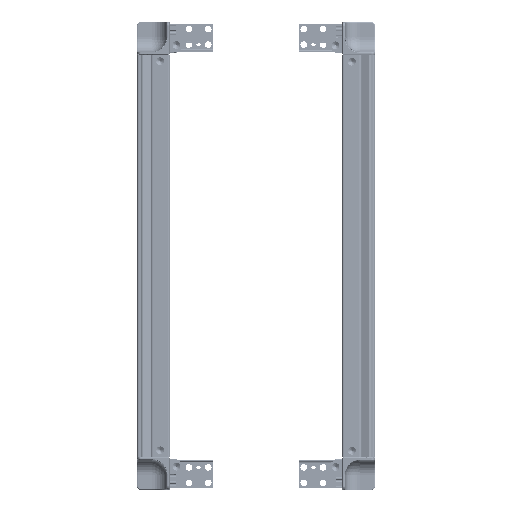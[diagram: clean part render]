
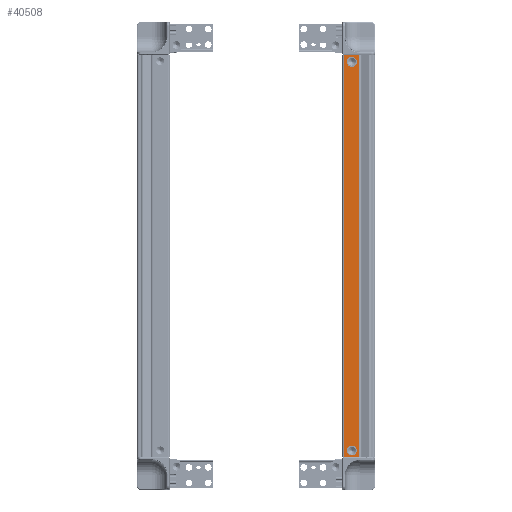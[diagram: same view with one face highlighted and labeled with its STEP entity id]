
A CAD part, left-side view. The second image highlights one B-rep face of the part: STEP entity #40508.
In plain terms, the highlighted face is planar.
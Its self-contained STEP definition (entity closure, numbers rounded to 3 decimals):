
#3082 = LINE ( 'NONE', #41516, #87965 ) ;
#3327 = PLANE ( 'NONE',  #71414 ) ;
#3851 = VERTEX_POINT ( 'NONE', #72624 ) ;
#5242 = EDGE_CURVE ( 'NONE', #3851, #6539, #71455, .T. ) ;
#5382 = CARTESIAN_POINT ( 'NONE',  ( 42.5, -12.5, 509.5 ) ) ;
#5719 = CIRCLE ( 'NONE', #52081, 6.5 ) ;
#6539 = VERTEX_POINT ( 'NONE', #25338 ) ;
#7009 = VECTOR ( 'NONE', #12034, 1000. ) ;
#7093 = EDGE_CURVE ( 'NONE', #73053, #68660, #77810, .T. ) ;
#12034 = DIRECTION ( 'NONE',  ( 0., -1., 0. ) ) ;
#12438 = ORIENTED_EDGE ( 'NONE', *, *, #76958, .F. ) ;
#12824 = EDGE_CURVE ( 'NONE', #6539, #32625, #3082, .T. ) ;
#15142 = DIRECTION ( 'NONE',  ( 0., 0., 1. ) ) ;
#17888 = CARTESIAN_POINT ( 'NONE',  ( 42.5, 0., 525. ) ) ;
#18127 = AXIS2_PLACEMENT_3D ( 'NONE', #69670, #101285, #92970 ) ;
#20518 = VERTEX_POINT ( 'NONE', #81522 ) ;
#21285 = AXIS2_PLACEMENT_3D ( 'NONE', #82791, #91563, #58968 ) ;
#24235 = CARTESIAN_POINT ( 'NONE',  ( 42.5, -2., 525. ) ) ;
#24957 = CARTESIAN_POINT ( 'NONE',  ( 42.5, -22.5, 525. ) ) ;
#25338 = CARTESIAN_POINT ( 'NONE',  ( 42.5, -2., 0. ) ) ;
#27093 = CARTESIAN_POINT ( 'NONE',  ( 42.5, 0., 525. ) ) ;
#29015 = DIRECTION ( 'NONE',  ( 0., 0., -1. ) ) ;
#32625 = VERTEX_POINT ( 'NONE', #68568 ) ;
#32941 = FACE_BOUND ( 'NONE', #90967, .T. ) ;
#33752 = LINE ( 'NONE', #65418, #75157 ) ;
#35536 = ORIENTED_EDGE ( 'NONE', *, *, #5242, .F. ) ;
#39020 = CARTESIAN_POINT ( 'NONE',  ( 42.5, -12.5, 9. ) ) ;
#40508 = ADVANCED_FACE ( 'NONE', ( #32941, #73906, #96197 ), #3327, .T. ) ;
#41269 = ORIENTED_EDGE ( 'NONE', *, *, #7093, .F. ) ;
#41516 = CARTESIAN_POINT ( 'NONE',  ( 42.5, 0., 0. ) ) ;
#42262 = DIRECTION ( 'NONE',  ( 0., 0., -1. ) ) ;
#42443 = DIRECTION ( 'NONE',  ( 1., 0., 0. ) ) ;
#43873 = ORIENTED_EDGE ( 'NONE', *, *, #72920, .F. ) ;
#46590 = DIRECTION ( 'NONE',  ( 0., 0., -1. ) ) ;
#50102 = ORIENTED_EDGE ( 'NONE', *, *, #76663, .T. ) ;
#52081 = AXIS2_PLACEMENT_3D ( 'NONE', #58031, #42443, #82351 ) ;
#52298 = EDGE_CURVE ( 'NONE', #20518, #60314, #61101, .T. ) ;
#54591 = DIRECTION ( 'NONE',  ( 1., 0., 0. ) ) ;
#54752 = ORIENTED_EDGE ( 'NONE', *, *, #58157, .T. ) ;
#58031 = CARTESIAN_POINT ( 'NONE',  ( 42.5, -12.5, 516. ) ) ;
#58157 = EDGE_CURVE ( 'NONE', #3851, #98007, #83102, .T. ) ;
#58968 = DIRECTION ( 'NONE',  ( 0., 0., -1. ) ) ;
#60314 = VERTEX_POINT ( 'NONE', #5382 ) ;
#61101 = CIRCLE ( 'NONE', #21285, 6.5 ) ;
#65241 = CARTESIAN_POINT ( 'NONE',  ( 42.5, -12.5, 15.5 ) ) ;
#65418 = CARTESIAN_POINT ( 'NONE',  ( 42.5, -22.5, 525. ) ) ;
#68568 = CARTESIAN_POINT ( 'NONE',  ( 42.5, -22.5, 0. ) ) ;
#68660 = VERTEX_POINT ( 'NONE', #65241 ) ;
#69670 = CARTESIAN_POINT ( 'NONE',  ( 42.5, -12.5, 9. ) ) ;
#71414 = AXIS2_PLACEMENT_3D ( 'NONE', #17888, #97732, #42262 ) ;
#71455 = LINE ( 'NONE', #24235, #97888 ) ;
#72624 = CARTESIAN_POINT ( 'NONE',  ( 42.5, -2., 525. ) ) ;
#72920 = EDGE_CURVE ( 'NONE', #68660, #73053, #81749, .T. ) ;
#73053 = VERTEX_POINT ( 'NONE', #89235 ) ;
#73659 = DIRECTION ( 'NONE',  ( 0., -1., 0. ) ) ;
#73906 = FACE_BOUND ( 'NONE', #81266, .T. ) ;
#75157 = VECTOR ( 'NONE', #29015, 1000. ) ;
#76663 = EDGE_CURVE ( 'NONE', #98007, #32625, #33752, .T. ) ;
#76958 = EDGE_CURVE ( 'NONE', #60314, #20518, #5719, .T. ) ;
#77810 = CIRCLE ( 'NONE', #18127, 6.5 ) ;
#79070 = ORIENTED_EDGE ( 'NONE', *, *, #12824, .F. ) ;
#81266 = EDGE_LOOP ( 'NONE', ( #12438, #101156 ) ) ;
#81522 = CARTESIAN_POINT ( 'NONE',  ( 42.5, -12.5, 522.5 ) ) ;
#81749 = CIRCLE ( 'NONE', #85012, 6.5 ) ;
#82351 = DIRECTION ( 'NONE',  ( 0., 0., -1. ) ) ;
#82791 = CARTESIAN_POINT ( 'NONE',  ( 42.5, -12.5, 516. ) ) ;
#83102 = LINE ( 'NONE', #27093, #7009 ) ;
#85012 = AXIS2_PLACEMENT_3D ( 'NONE', #39020, #54591, #15142 ) ;
#87965 = VECTOR ( 'NONE', #73659, 1000. ) ;
#89235 = CARTESIAN_POINT ( 'NONE',  ( 42.5, -12.5, 2.5 ) ) ;
#90967 = EDGE_LOOP ( 'NONE', ( #41269, #43873 ) ) ;
#91563 = DIRECTION ( 'NONE',  ( 1., 0., 0. ) ) ;
#92970 = DIRECTION ( 'NONE',  ( 0., 0., 1. ) ) ;
#96197 = FACE_OUTER_BOUND ( 'NONE', #99392, .T. ) ;
#97732 = DIRECTION ( 'NONE',  ( 1., 0., 0. ) ) ;
#97888 = VECTOR ( 'NONE', #46590, 1000. ) ;
#98007 = VERTEX_POINT ( 'NONE', #24957 ) ;
#99392 = EDGE_LOOP ( 'NONE', ( #79070, #35536, #54752, #50102 ) ) ;
#101156 = ORIENTED_EDGE ( 'NONE', *, *, #52298, .F. ) ;
#101285 = DIRECTION ( 'NONE',  ( 1., 0., 0. ) ) ;
